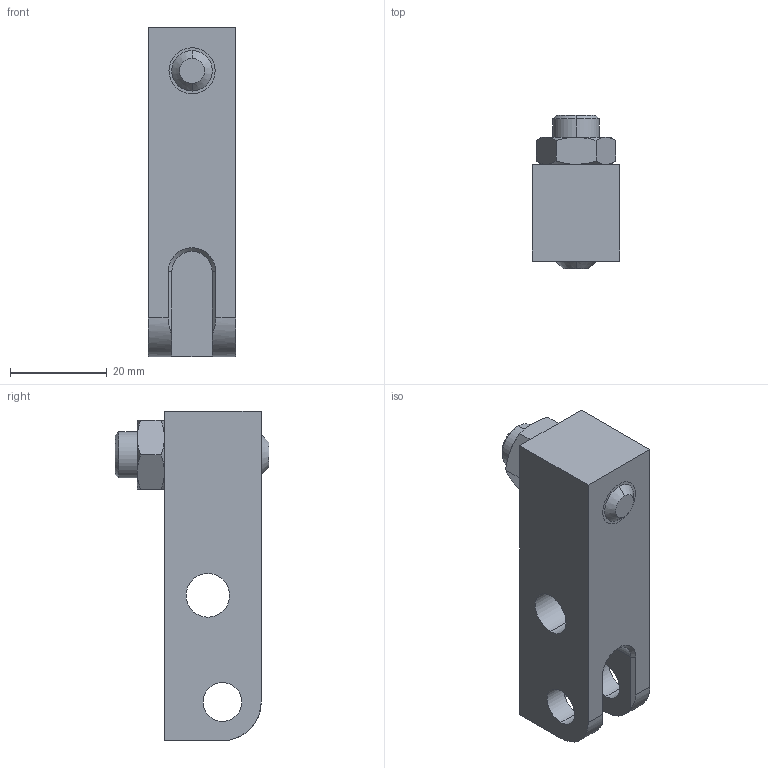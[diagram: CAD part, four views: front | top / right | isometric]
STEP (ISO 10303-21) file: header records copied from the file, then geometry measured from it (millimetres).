
FILE_DESCRIPTION((''),'2;1');
FILE_NAME('ILC91611801','2016-10-10T',('bcd'),(''),'PRO/ENGINEER BY PARAMETRIC TECHNOLOGY CORPORATION, 2013320','PRO/ENGINEER BY PARAMETRIC TECHNOLOGY CORPORATION, 2013320','');
FILE_SCHEMA(('AUTOMOTIVE_DESIGN { 1 0 10303 214 1 1 1 1 }'));
Length unit declared in the file: inch
Products named in the file (1): ILC91611801
Bounding box: 18.01 x 31.75 x 68 mm (x, y, z)
Volume: 20936.9 mm3; surface area: 7996.5 mm2
Topology: 1 solids, 2 shells, 57 faces, 137 edges, 86 vertices
Faces by surface type: plane 27, cone 17, cylinder 13
Entity records: 2246 total; most frequent: CARTESIAN_POINT 415, DIRECTION 272, ORIENTED_EDGE 270, PRESENTATION_STYLE_ASSIGNMENT 139, STYLED_ITEM 139, CURVE_STYLE 137, EDGE_CURVE 137, AXIS2_PLACEMENT_3D 103
